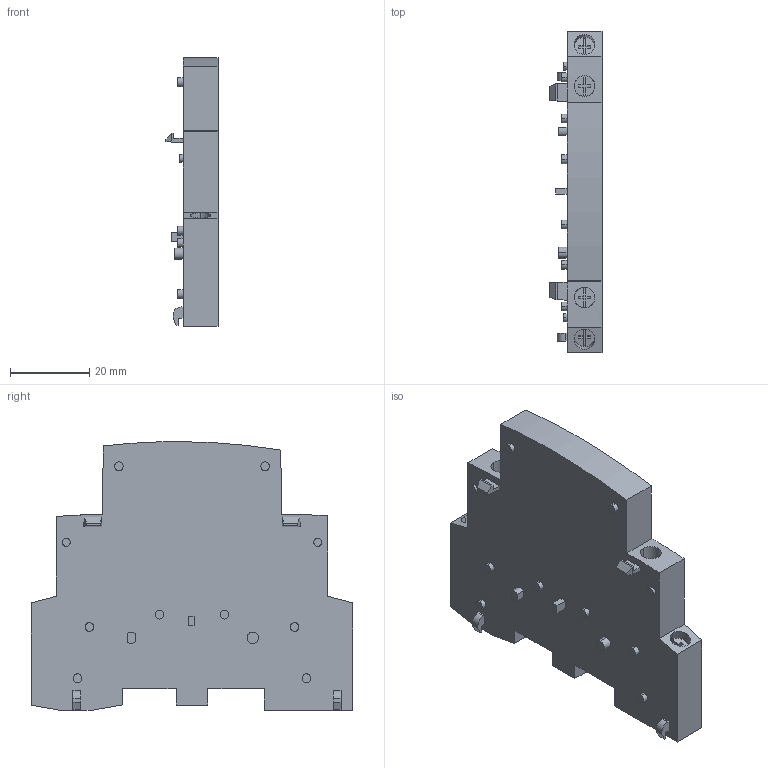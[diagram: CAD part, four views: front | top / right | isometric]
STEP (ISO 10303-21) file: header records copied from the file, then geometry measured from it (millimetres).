
FILE_DESCRIPTION((''),'2;1');
FILE_NAME('ASM0001_ASM','2012-03-30T',('SESA181470'),('Schneider-Electric'),'PRO/ENGINEER BY PARAMETRIC TECHNOLOGY CORPORATION, 2009400','PRO/ENGINEER BY PARAMETRIC TECHNOLOGY CORPORATION, 2009400','');
FILE_SCHEMA(('CONFIG_CONTROL_DESIGN'));
Length unit declared in the file: millimetre
Products named in the file (3): COQUE_8_1_2; VIS_2_1_2; ASM0001_ASM
Assembly tree (5 placements, depth 2):
  ASM0001_ASM
    COQUE_8_1_2
    VIS_2_1_2  x4
Bounding box: 13.1 x 80.8 x 67.65 mm (x, y, z)
Volume: 37931.9 mm3; surface area: 12437.7 mm2
Topology: 5 solids, 5 shells, 179 faces, 452 edges, 304 vertices
Faces by surface type: plane 134, cylinder 45
Entity records: 4066 total; most frequent: CARTESIAN_POINT 741, DIRECTION 684, ORIENTED_EDGE 652, EDGE_CURVE 326, VECTOR 234, LINE 234, AXIS2_PLACEMENT_3D 225, VERTEX_POINT 220
